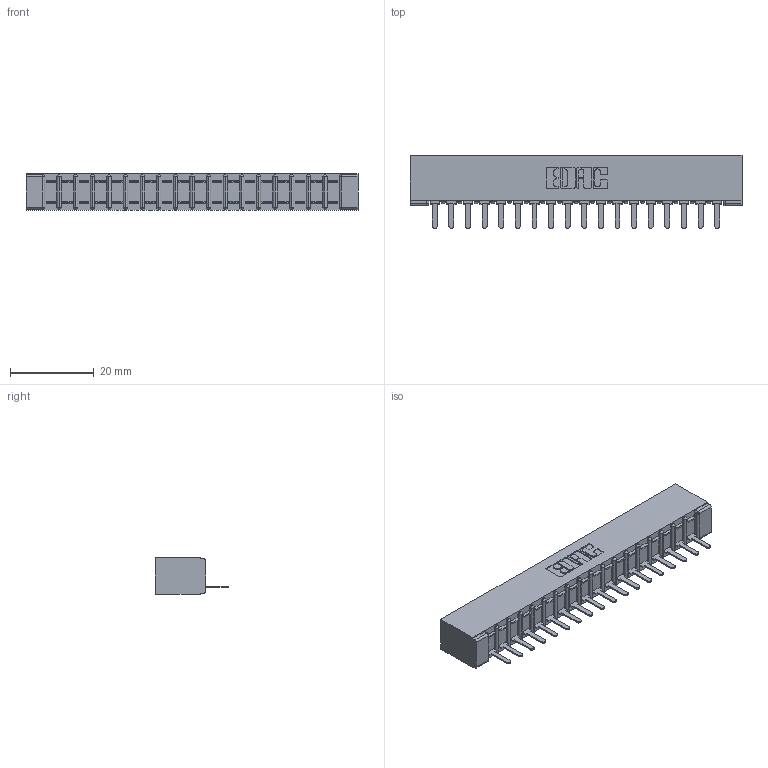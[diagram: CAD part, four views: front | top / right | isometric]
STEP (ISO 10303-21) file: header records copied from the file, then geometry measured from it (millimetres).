
FILE_DESCRIPTION (( 'STEP AP203' ), '1' );
FILE_NAME ('357-018-521-101.STEP', '2018-08-08T04:53:41', ( '' ), ( '' ), 'SwSTEP 2.0', 'SolidWorks 2016', '' );
FILE_SCHEMA (( 'CONFIG_CONTROL_DESIGN' ));
Length unit declared in the file: inch
Products named in the file (3): 357-018-521-101; 307 Part_No Mounting Lugs; 307-290-002_521
Assembly tree (19 placements, depth 2):
  357-018-521-101
    307 Part_No Mounting Lugs
    307-290-002_521  x18
Bounding box: 79.2 x 17.42 x 8.71 mm (x, y, z)
Volume: 521.9 mm3; surface area: 10244.1 mm2
Topology: 18 solids, 19 shells, 1461 faces, 4475 edges, 2930 vertices
Faces by surface type: plane 876, cylinder 547, sphere 38
Entity records: 18830 total; most frequent: CARTESIAN_POINT 3172, ORIENTED_EDGE 3162, DIRECTION 3091, EDGE_CURVE 1581, VECTOR 1201, LINE 1201, VERTEX_POINT 1026, AXIS2_PLACEMENT_3D 945
